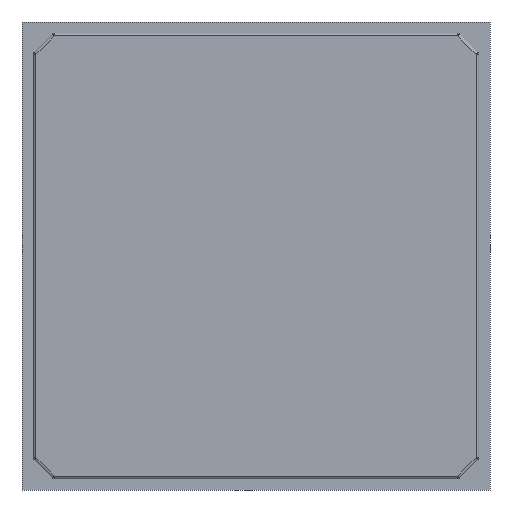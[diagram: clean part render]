
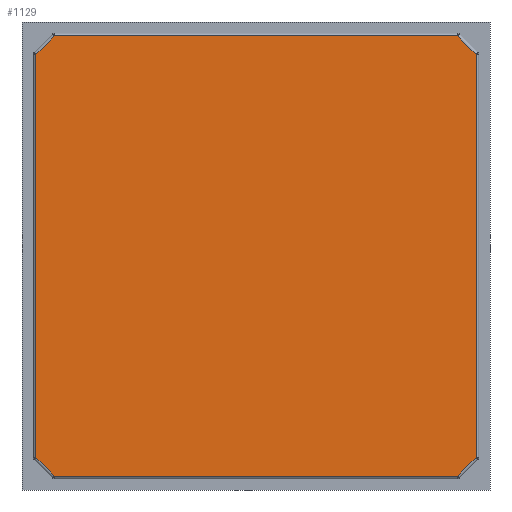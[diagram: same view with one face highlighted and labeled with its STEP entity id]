
A CAD part, front view. The second image highlights one B-rep face of the part: STEP entity #1129.
In plain terms, the highlighted planar face has unit normal (0, -1, 0).
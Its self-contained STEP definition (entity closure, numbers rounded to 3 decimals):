
#218=DIRECTION('',(-1.,0.,0.));
#219=VECTOR('',#218,38.793);
#220=CARTESIAN_POINT('',(19.396,-0.5,21.16));
#221=LINE('',#220,#219);
#268=DIRECTION('',(0.,0.,1.));
#269=VECTOR('',#268,38.793);
#270=CARTESIAN_POINT('',(21.16,-0.5,-19.396));
#271=LINE('',#270,#269);
#310=DIRECTION('',(1.,0.,0.));
#311=VECTOR('',#310,38.793);
#312=CARTESIAN_POINT('',(-19.396,-0.5,-21.16));
#313=LINE('',#312,#311);
#352=DIRECTION('',(0.,0.,-1.));
#353=VECTOR('',#352,38.793);
#354=CARTESIAN_POINT('',(-21.16,-0.5,19.396));
#355=LINE('',#354,#353);
#375=DIRECTION('',(0.707,0.,-0.707));
#376=VECTOR('',#375,2.494);
#377=CARTESIAN_POINT('',(19.396,-0.5,21.16));
#378=LINE('',#377,#376);
#379=DIRECTION('',(-0.707,0.,-0.707));
#380=VECTOR('',#379,2.494);
#381=CARTESIAN_POINT('',(21.16,-0.5,-19.396));
#382=LINE('',#381,#380);
#383=DIRECTION('',(-0.707,0.,0.707));
#384=VECTOR('',#383,2.494);
#385=CARTESIAN_POINT('',(-19.396,-0.5,-21.16));
#386=LINE('',#385,#384);
#387=DIRECTION('',(0.707,0.,0.707));
#388=VECTOR('',#387,2.494);
#389=CARTESIAN_POINT('',(-21.16,-0.5,19.396));
#390=LINE('',#389,#388);
#498=CARTESIAN_POINT('',(19.396,-0.5,21.16));
#499=VERTEX_POINT('',#498);
#500=CARTESIAN_POINT('',(-19.396,-0.5,21.16));
#501=VERTEX_POINT('',#500);
#502=CARTESIAN_POINT('',(21.16,-0.5,19.396));
#503=VERTEX_POINT('',#502);
#504=CARTESIAN_POINT('',(21.16,-0.5,-19.396));
#505=VERTEX_POINT('',#504);
#506=CARTESIAN_POINT('',(19.396,-0.5,-21.16));
#507=VERTEX_POINT('',#506);
#508=CARTESIAN_POINT('',(-19.396,-0.5,-21.16));
#509=VERTEX_POINT('',#508);
#510=CARTESIAN_POINT('',(-21.16,-0.5,-19.396));
#511=VERTEX_POINT('',#510);
#512=CARTESIAN_POINT('',(-21.16,-0.5,19.396));
#513=VERTEX_POINT('',#512);
#1114=CARTESIAN_POINT('',(0.,-0.5,0.));
#1115=DIRECTION('',(0.,-1.,0.));
#1116=DIRECTION('',(1.,0.,0.));
#1117=AXIS2_PLACEMENT_3D('',#1114,#1115,#1116);
#1118=PLANE('',#1117);
#1119=ORIENTED_EDGE('',*,*,#912,.F.);
#1120=ORIENTED_EDGE('',*,*,#952,.T.);
#1121=ORIENTED_EDGE('',*,*,#978,.F.);
#1122=ORIENTED_EDGE('',*,*,#1004,.T.);
#1123=ORIENTED_EDGE('',*,*,#1030,.F.);
#1124=ORIENTED_EDGE('',*,*,#1056,.T.);
#1125=ORIENTED_EDGE('',*,*,#1082,.F.);
#1126=ORIENTED_EDGE('',*,*,#1105,.T.);
#1127=EDGE_LOOP('',(#1119,#1120,#1121,#1122,#1123,#1124,#1125,#1126));
#1128=FACE_OUTER_BOUND('',#1127,.F.);
#1129=ADVANCED_FACE('',(#1128),#1118,.T.);
#912=EDGE_CURVE('',#499,#501,#221,.T.);
#952=EDGE_CURVE('',#499,#503,#378,.T.);
#978=EDGE_CURVE('',#505,#503,#271,.T.);
#1004=EDGE_CURVE('',#505,#507,#382,.T.);
#1030=EDGE_CURVE('',#509,#507,#313,.T.);
#1056=EDGE_CURVE('',#509,#511,#386,.T.);
#1082=EDGE_CURVE('',#513,#511,#355,.T.);
#1105=EDGE_CURVE('',#513,#501,#390,.T.);
